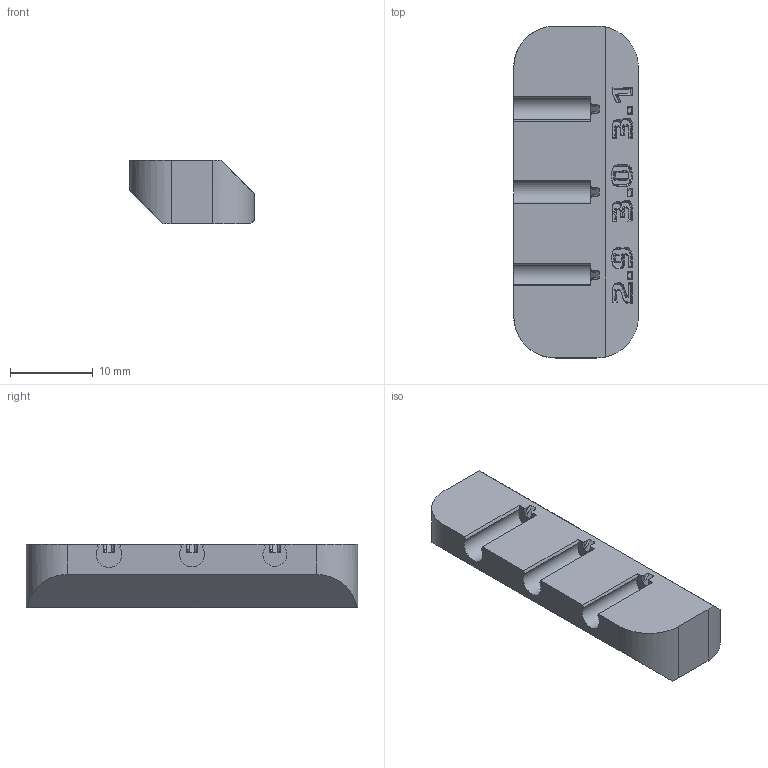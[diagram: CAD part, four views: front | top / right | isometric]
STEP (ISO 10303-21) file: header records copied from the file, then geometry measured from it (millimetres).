
FILE_DESCRIPTION(/* description */ (''),/* implementation_level */ '2;1');
FILE_NAME(/* name */ 'Pin clearance test.step',/* time_stamp */ '2023-04-26T19:35:19+02:00',/* author */ (''),/* organization */ (''),/* preprocessor_version */ 'ST-DEVELOPER v19.2',/* originating_system */ 'Autodesk Translation Framework v12.4.0.73',/* authorisation */ '');
FILE_SCHEMA (('AUTOMOTIVE_DESIGN { 1 0 10303 214 3 1 1 }'));
Length unit declared in the file: millimetre
Products named in the file (1): Pin clearance test
Bounding box: 15 x 40 x 7.6 mm (x, y, z)
Volume: 3419.8 mm3; surface area: 1996.3 mm2
Topology: 1 solids, 1 shells, 677 faces, 1613 edges, 949 vertices
Faces by surface type: bspline 374, plane 199, cylinder 98, cone 6
Entity records: 35827 total; most frequent: CARTESIAN_POINT 22993, ORIENTED_EDGE 3226, EDGE_CURVE 1613, DIRECTION 1553, VERTEX_POINT 949, B_SPLINE_CURVE_WITH_KNOTS 799, EDGE_LOOP 688, FACE_OUTER_BOUND 677
